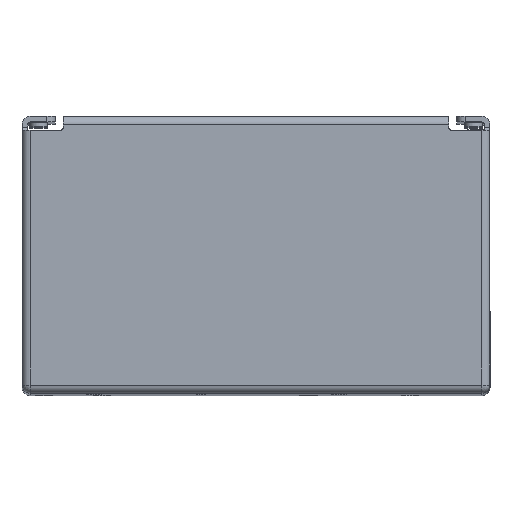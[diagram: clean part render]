
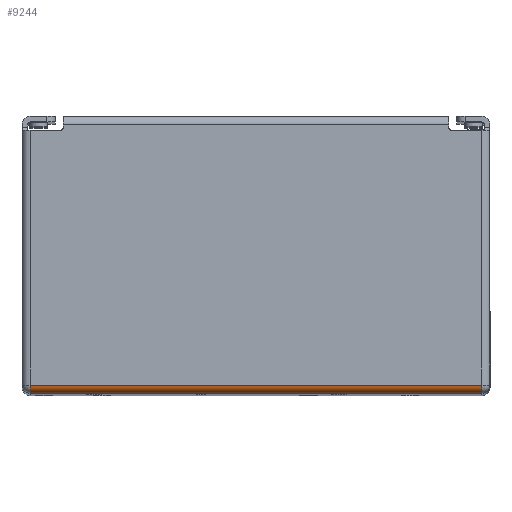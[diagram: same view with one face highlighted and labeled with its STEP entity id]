
A CAD part, top view. The second image highlights one B-rep face of the part: STEP entity #9244.
In plain terms, the highlighted cylindrical face has radius 3 mm (diameter 6 mm), a partial arc.
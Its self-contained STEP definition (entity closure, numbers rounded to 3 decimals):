
#8517 = PLANE('',#8518);
#8518 = AXIS2_PLACEMENT_3D('',#8519,#8520,#8521);
#8519 = CARTESIAN_POINT('',(-100.6,0.,
    0.));
#8520 = DIRECTION('',(-1.,0.,0.));
#8521 = DIRECTION('',(0.,1.,0.));
#8546 = VERTEX_POINT('',#8547);
#8547 = CARTESIAN_POINT('',(-100.6,477.,167.));
#8573 = EDGE_CURVE('',#8574,#8546,#8576,.T.);
#8574 = VERTEX_POINT('',#8575);
#8575 = CARTESIAN_POINT('',(-100.6,477.,3.));
#8576 = SURFACE_CURVE('',#8577,(#8581,#8588),.PCURVE_S1.);
#8577 = LINE('',#8578,#8579);
#8578 = CARTESIAN_POINT('',(-100.6,477.,0.)
  );
#8579 = VECTOR('',#8580,1.);
#8580 = DIRECTION('',(0.,0.,1.));
#8581 = PCURVE('',#8517,#8582);
#8582 = DEFINITIONAL_REPRESENTATION('',(#8583),#8587);
#8583 = LINE('',#8584,#8585);
#8584 = CARTESIAN_POINT('',(477.,0.));
#8585 = VECTOR('',#8586,1.);
#8586 = DIRECTION('',(0.,-1.));
#8587 = ( GEOMETRIC_REPRESENTATION_CONTEXT(2) 
PARAMETRIC_REPRESENTATION_CONTEXT() REPRESENTATION_CONTEXT('2D SPACE',''
  ) );
#8588 = PCURVE('',#8589,#8594);
#8589 = CYLINDRICAL_SURFACE('',#8590,3.);
#8590 = AXIS2_PLACEMENT_3D('',#8591,#8592,#8593);
#8591 = CARTESIAN_POINT('',(-97.6,477.,0.));
#8592 = DIRECTION('',(0.,0.,1.));
#8593 = DIRECTION('',(-1.,0.,0.));
#8594 = DEFINITIONAL_REPRESENTATION('',(#8595),#8599);
#8595 = LINE('',#8596,#8597);
#8596 = CARTESIAN_POINT('',(-0.,0.));
#8597 = VECTOR('',#8598,1.);
#8598 = DIRECTION('',(-0.,1.));
#8599 = ( GEOMETRIC_REPRESENTATION_CONTEXT(2) 
PARAMETRIC_REPRESENTATION_CONTEXT() REPRESENTATION_CONTEXT('2D SPACE',''
  ) );
#9153 = SPHERICAL_SURFACE('',#9154,3.);
#9154 = AXIS2_PLACEMENT_3D('',#9155,#9156,#9157);
#9155 = CARTESIAN_POINT('',(-97.6,477.,167.));
#9156 = DIRECTION('',(0.,-1.,0.));
#9157 = DIRECTION('',(-1.,0.,0.));
#9244 = ADVANCED_FACE('',(#9245),#8589,.T.);
#9245 = FACE_BOUND('',#9246,.F.);
#9246 = EDGE_LOOP('',(#9247,#9274,#9302,#9322));
#9247 = ORIENTED_EDGE('',*,*,#9248,.F.);
#9248 = EDGE_CURVE('',#9249,#8574,#9251,.T.);
#9249 = VERTEX_POINT('',#9250);
#9250 = CARTESIAN_POINT('',(-97.6,480.,3.));
#9251 = SURFACE_CURVE('',#9252,(#9257,#9263),.PCURVE_S1.);
#9252 = CIRCLE('',#9253,3.);
#9253 = AXIS2_PLACEMENT_3D('',#9254,#9255,#9256);
#9254 = CARTESIAN_POINT('',(-97.6,477.,3.));
#9255 = DIRECTION('',(0.,0.,1.));
#9256 = DIRECTION('',(-1.,0.,0.));
#9257 = PCURVE('',#8589,#9258);
#9258 = DEFINITIONAL_REPRESENTATION('',(#9259),#9262);
#9259 = B_SPLINE_CURVE_WITH_KNOTS('',1,(#9260,#9261),.UNSPECIFIED.,.F.,
  .F.,(2,2),(4.712,6.283),.PIECEWISE_BEZIER_KNOTS.);
#9260 = CARTESIAN_POINT('',(-1.571,3.));
#9261 = CARTESIAN_POINT('',(0.,3.));
#9262 = ( GEOMETRIC_REPRESENTATION_CONTEXT(2) 
PARAMETRIC_REPRESENTATION_CONTEXT() REPRESENTATION_CONTEXT('2D SPACE',''
  ) );
#9263 = PCURVE('',#9264,#9269);
#9264 = SPHERICAL_SURFACE('',#9265,3.);
#9265 = AXIS2_PLACEMENT_3D('',#9266,#9267,#9268);
#9266 = CARTESIAN_POINT('',(-97.6,477.,3.));
#9267 = DIRECTION('',(0.,-1.,0.));
#9268 = DIRECTION('',(-1.,0.,0.));
#9269 = DEFINITIONAL_REPRESENTATION('',(#9270),#9273);
#9270 = B_SPLINE_CURVE_WITH_KNOTS('',1,(#9271,#9272),.UNSPECIFIED.,.F.,
  .F.,(2,2),(4.712,6.283),.PIECEWISE_BEZIER_KNOTS.);
#9271 = CARTESIAN_POINT('',(0.,-1.571));
#9272 = CARTESIAN_POINT('',(0.,0.));
#9273 = ( GEOMETRIC_REPRESENTATION_CONTEXT(2) 
PARAMETRIC_REPRESENTATION_CONTEXT() REPRESENTATION_CONTEXT('2D SPACE',''
  ) );
#9274 = ORIENTED_EDGE('',*,*,#9275,.T.);
#9275 = EDGE_CURVE('',#9249,#9276,#9278,.T.);
#9276 = VERTEX_POINT('',#9277);
#9277 = CARTESIAN_POINT('',(-97.6,480.,167.));
#9278 = SURFACE_CURVE('',#9279,(#9283,#9290),.PCURVE_S1.);
#9279 = LINE('',#9280,#9281);
#9280 = CARTESIAN_POINT('',(-97.6,480.,0.));
#9281 = VECTOR('',#9282,1.);
#9282 = DIRECTION('',(0.,0.,1.));
#9283 = PCURVE('',#8589,#9284);
#9284 = DEFINITIONAL_REPRESENTATION('',(#9285),#9289);
#9285 = LINE('',#9286,#9287);
#9286 = CARTESIAN_POINT('',(-1.571,0.));
#9287 = VECTOR('',#9288,1.);
#9288 = DIRECTION('',(-0.,1.));
#9289 = ( GEOMETRIC_REPRESENTATION_CONTEXT(2) 
PARAMETRIC_REPRESENTATION_CONTEXT() REPRESENTATION_CONTEXT('2D SPACE',''
  ) );
#9290 = PCURVE('',#9291,#9296);
#9291 = PLANE('',#9292);
#9292 = AXIS2_PLACEMENT_3D('',#9293,#9294,#9295);
#9293 = CARTESIAN_POINT('',(-100.6,480.,0.));
#9294 = DIRECTION('',(0.,1.,0.));
#9295 = DIRECTION('',(1.,0.,0.));
#9296 = DEFINITIONAL_REPRESENTATION('',(#9297),#9301);
#9297 = LINE('',#9298,#9299);
#9298 = CARTESIAN_POINT('',(3.,0.));
#9299 = VECTOR('',#9300,1.);
#9300 = DIRECTION('',(0.,-1.));
#9301 = ( GEOMETRIC_REPRESENTATION_CONTEXT(2) 
PARAMETRIC_REPRESENTATION_CONTEXT() REPRESENTATION_CONTEXT('2D SPACE',''
  ) );
#9302 = ORIENTED_EDGE('',*,*,#9303,.T.);
#9303 = EDGE_CURVE('',#9276,#8546,#9304,.T.);
#9304 = SURFACE_CURVE('',#9305,(#9310,#9316),.PCURVE_S1.);
#9305 = CIRCLE('',#9306,3.);
#9306 = AXIS2_PLACEMENT_3D('',#9307,#9308,#9309);
#9307 = CARTESIAN_POINT('',(-97.6,477.,167.));
#9308 = DIRECTION('',(0.,0.,1.));
#9309 = DIRECTION('',(-1.,0.,0.));
#9310 = PCURVE('',#8589,#9311);
#9311 = DEFINITIONAL_REPRESENTATION('',(#9312),#9315);
#9312 = B_SPLINE_CURVE_WITH_KNOTS('',1,(#9313,#9314),.UNSPECIFIED.,.F.,
  .F.,(2,2),(4.712,6.283),.PIECEWISE_BEZIER_KNOTS.);
#9313 = CARTESIAN_POINT('',(-1.571,167.));
#9314 = CARTESIAN_POINT('',(0.,167.));
#9315 = ( GEOMETRIC_REPRESENTATION_CONTEXT(2) 
PARAMETRIC_REPRESENTATION_CONTEXT() REPRESENTATION_CONTEXT('2D SPACE',''
  ) );
#9316 = PCURVE('',#9153,#9317);
#9317 = DEFINITIONAL_REPRESENTATION('',(#9318),#9321);
#9318 = B_SPLINE_CURVE_WITH_KNOTS('',1,(#9319,#9320),.UNSPECIFIED.,.F.,
  .F.,(2,2),(4.712,6.283),.PIECEWISE_BEZIER_KNOTS.);
#9319 = CARTESIAN_POINT('',(0.,-1.571));
#9320 = CARTESIAN_POINT('',(0.,0.));
#9321 = ( GEOMETRIC_REPRESENTATION_CONTEXT(2) 
PARAMETRIC_REPRESENTATION_CONTEXT() REPRESENTATION_CONTEXT('2D SPACE',''
  ) );
#9322 = ORIENTED_EDGE('',*,*,#8573,.F.);
